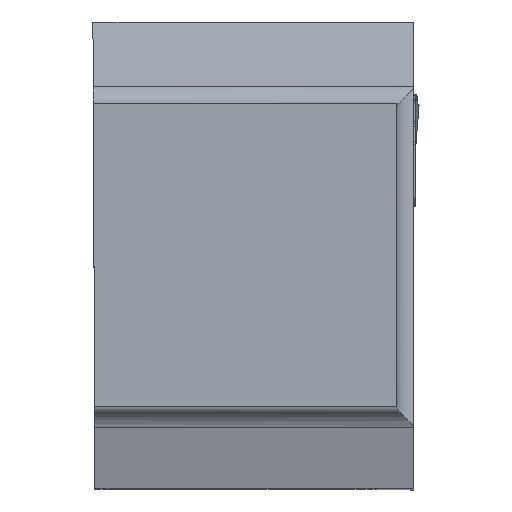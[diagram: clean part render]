
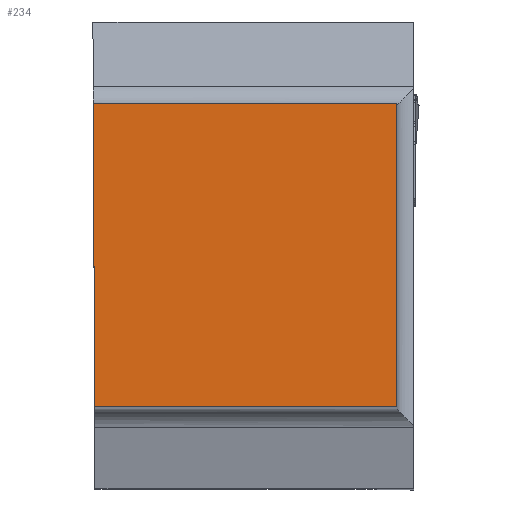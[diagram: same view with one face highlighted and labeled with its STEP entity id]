
A CAD part, top view. The second image highlights one B-rep face of the part: STEP entity #234.
In plain terms, the highlighted planar face has unit normal (0, 0, 1).
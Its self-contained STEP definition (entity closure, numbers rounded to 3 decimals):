
#234=ADVANCED_FACE('CU_BACK_SU1',(#362),#316,.F.);
#316=PLANE('',#1779);
#362=FACE_OUTER_BOUND('',#445,.T.);
#445=EDGE_LOOP('',(#617,#618,#619,#620));
#617=ORIENTED_EDGE('',*,*,#1217,.T.);
#618=ORIENTED_EDGE('',*,*,#1218,.T.);
#619=ORIENTED_EDGE('',*,*,#1219,.T.);
#620=ORIENTED_EDGE('',*,*,#1146,.F.);
#993=VERTEX_POINT('',#2380);
#994=VERTEX_POINT('',#2382);
#1054=VERTEX_POINT('',#2542);
#1055=VERTEX_POINT('',#2544);
#1146=EDGE_CURVE('',#993,#994,#1377,.T.);
#1217=EDGE_CURVE('',#993,#1054,#1419,.T.);
#1218=EDGE_CURVE('',#1054,#1055,#1420,.T.);
#1219=EDGE_CURVE('',#1055,#994,#1421,.T.);
#1377=LINE('',#2381,#1524);
#1419=LINE('',#2541,#1566);
#1420=LINE('',#2543,#1567);
#1421=LINE('',#2545,#1568);
#1524=VECTOR('',#1914,1.);
#1566=VECTOR('',#2022,1.);
#1567=VECTOR('',#2023,1.);
#1568=VECTOR('',#2024,1.);
#1779=AXIS2_PLACEMENT_3D('',#2546,#2025,#2026);
#1914=DIRECTION('',(-0.004,1.,0.));
#2022=DIRECTION('',(1.,0.,0.));
#2023=DIRECTION('',(0.,1.,0.));
#2024=DIRECTION('',(-1.,0.,0.));
#2025=DIRECTION('',(0.,0.,-1.));
#2026=DIRECTION('',(-1.,0.,0.));
#2380=CARTESIAN_POINT('',(0.083,0.,0.));
#2381=CARTESIAN_POINT('',(-0.086,38.733,0.));
#2382=CARTESIAN_POINT('',(0.,18.923,0.));
#2541=CARTESIAN_POINT('',(43.406,0.,0.));
#2542=CARTESIAN_POINT('',(18.923,0.,0.));
#2543=CARTESIAN_POINT('',(18.923,38.923,0.));
#2544=CARTESIAN_POINT('',(18.923,18.923,0.));
#2545=CARTESIAN_POINT('',(43.406,18.923,0.));
#2546=CARTESIAN_POINT('',(43.406,38.923,0.));
